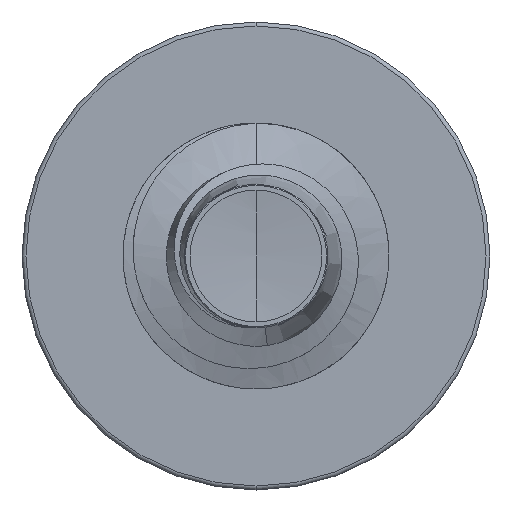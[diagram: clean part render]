
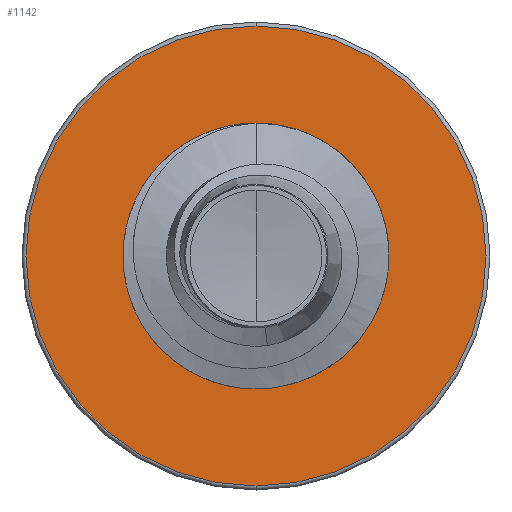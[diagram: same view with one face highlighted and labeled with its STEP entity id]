
A CAD part, front view. The second image highlights one B-rep face of the part: STEP entity #1142.
In plain terms, the highlighted planar face has unit normal (0, -1, 0).
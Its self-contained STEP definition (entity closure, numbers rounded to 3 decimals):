
#56 = ORIENTED_EDGE ( 'NONE', *, *, #3448, .T. ) ;
#885 = CARTESIAN_POINT ( 'NONE',  ( 0., 11., -4.325 ) ) ;
#1142 = ADVANCED_FACE ( 'NONE', ( #12970, #10302 ), #2642, .F. ) ;
#1403 = ORIENTED_EDGE ( 'NONE', *, *, #10143, .T. ) ;
#1588 = DIRECTION ( 'NONE',  ( 0., 0., 1. ) ) ;
#1618 = DIRECTION ( 'NONE',  ( 0., 1., 0. ) ) ;
#1623 = CARTESIAN_POINT ( 'NONE',  ( 0., 11., 0. ) ) ;
#1816 = CARTESIAN_POINT ( 'NONE',  ( 0., 11., 2.415 ) ) ;
#1900 = EDGE_CURVE ( 'NONE', #12745, #9242, #13127, .T. ) ;
#2172 = AXIS2_PLACEMENT_3D ( 'NONE', #1623, #1618, #1588 ) ;
#2642 = PLANE ( 'NONE',  #11283 ) ;
#3139 = EDGE_LOOP ( 'NONE', ( #7407, #13585 ) ) ;
#3448 = EDGE_CURVE ( 'NONE', #12473, #12637, #6454, .T. ) ;
#3483 = CARTESIAN_POINT ( 'NONE',  ( 0., 11., -2.415 ) ) ;
#5694 = EDGE_CURVE ( 'NONE', #9242, #12745, #7676, .T. ) ;
#6454 = CIRCLE ( 'NONE', #13570, 2.415 ) ;
#7407 = ORIENTED_EDGE ( 'NONE', *, *, #5694, .F. ) ;
#7676 = CIRCLE ( 'NONE', #10228, 4.325 ) ;
#8032 = CIRCLE ( 'NONE', #10245, 2.415 ) ;
#9086 = CARTESIAN_POINT ( 'NONE',  ( 0., 11., 4.325 ) ) ;
#9242 = VERTEX_POINT ( 'NONE', #9086 ) ;
#9261 = EDGE_LOOP ( 'NONE', ( #1403, #56 ) ) ;
#9993 = DIRECTION ( 'NONE',  ( 0., 0., 1. ) ) ;
#10009 = DIRECTION ( 'NONE',  ( 0., 1., 0. ) ) ;
#10031 = CARTESIAN_POINT ( 'NONE',  ( 0., 11., 0. ) ) ;
#10143 = EDGE_CURVE ( 'NONE', #12637, #12473, #8032, .T. ) ;
#10228 = AXIS2_PLACEMENT_3D ( 'NONE', #14648, #14643, #14634 ) ;
#10245 = AXIS2_PLACEMENT_3D ( 'NONE', #10031, #10009, #9993 ) ;
#10302 = FACE_BOUND ( 'NONE', #9261, .T. ) ;
#11256 = DIRECTION ( 'NONE',  ( 0., 0., 1. ) ) ;
#11266 = DIRECTION ( 'NONE',  ( 0., 1., 0. ) ) ;
#11269 = CARTESIAN_POINT ( 'NONE',  ( 0., 11., 0. ) ) ;
#11283 = AXIS2_PLACEMENT_3D ( 'NONE', #12633, #13758, #12127 ) ;
#12127 = DIRECTION ( 'NONE',  ( 0., 0., 1. ) ) ;
#12473 = VERTEX_POINT ( 'NONE', #3483 ) ;
#12633 = CARTESIAN_POINT ( 'NONE',  ( 0., 11., -2.415 ) ) ;
#12637 = VERTEX_POINT ( 'NONE', #1816 ) ;
#12745 = VERTEX_POINT ( 'NONE', #885 ) ;
#12970 = FACE_OUTER_BOUND ( 'NONE', #3139, .T. ) ;
#13127 = CIRCLE ( 'NONE', #2172, 4.325 ) ;
#13570 = AXIS2_PLACEMENT_3D ( 'NONE', #11269, #11266, #11256 ) ;
#13585 = ORIENTED_EDGE ( 'NONE', *, *, #1900, .F. ) ;
#13758 = DIRECTION ( 'NONE',  ( 0., 1., 0. ) ) ;
#14634 = DIRECTION ( 'NONE',  ( 0., 0., 1. ) ) ;
#14643 = DIRECTION ( 'NONE',  ( 0., 1., 0. ) ) ;
#14648 = CARTESIAN_POINT ( 'NONE',  ( 0., 11., 0. ) ) ;
